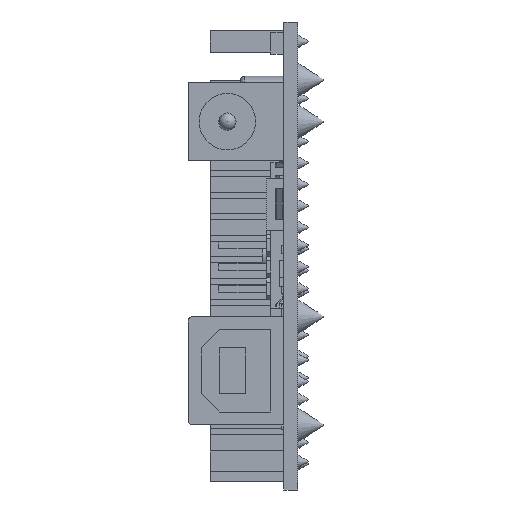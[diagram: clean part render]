
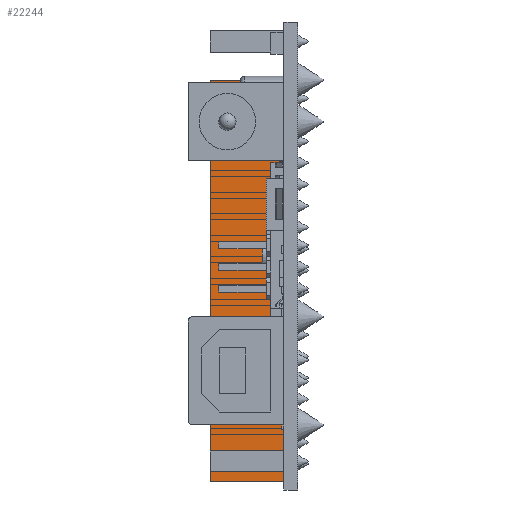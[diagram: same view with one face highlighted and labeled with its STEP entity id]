
A CAD part, left-side view. The second image highlights one B-rep face of the part: STEP entity #22244.
In plain terms, the highlighted planar face has unit normal (-1, 0, 0).
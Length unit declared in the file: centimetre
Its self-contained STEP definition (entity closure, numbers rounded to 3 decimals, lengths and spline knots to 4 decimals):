
#559=PLANE('',#23739);
#1811=FACE_OUTER_BOUND('',#3331,.T.);
#3331=EDGE_LOOP('',(#17030,#17031,#17032,#17033));
#4727=LINE('',#31736,#7426);
#5320=LINE('',#32966,#8019);
#5468=LINE('',#33261,#8167);
#5469=LINE('',#33262,#8168);
#7426=VECTOR('',#25820,100.);
#8019=VECTOR('',#26863,100.);
#8167=VECTOR('',#27013,100.);
#8168=VECTOR('',#27014,100.);
#10495=VERTEX_POINT('',#31734);
#10496=VERTEX_POINT('',#31735);
#10907=VERTEX_POINT('',#32964);
#10908=VERTEX_POINT('',#32965);
#12573=EDGE_CURVE('',#10495,#10496,#4727,.T.);
#13166=EDGE_CURVE('',#10907,#10908,#5320,.T.);
#13314=EDGE_CURVE('',#10908,#10496,#5468,.T.);
#13315=EDGE_CURVE('',#10907,#10495,#5469,.T.);
#17030=ORIENTED_EDGE('',*,*,#12573,.T.);
#17031=ORIENTED_EDGE('',*,*,#13314,.F.);
#17032=ORIENTED_EDGE('',*,*,#13166,.F.);
#17033=ORIENTED_EDGE('',*,*,#13315,.T.);
#22244=ADVANCED_FACE('',(#1811),#559,.F.);
#23739=AXIS2_PLACEMENT_3D('',#33260,#27011,#27012);
#25820=DIRECTION('',(0.,0.,1.));
#26863=DIRECTION('',(0.,0.,1.));
#27011=DIRECTION('center_axis',(1.,0.,0.));
#27012=DIRECTION('ref_axis',(0.,0.,-1.));
#27013=DIRECTION('',(0.,-1.,0.));
#27014=DIRECTION('',(0.,-1.,0.));
#31734=CARTESIAN_POINT('',(9.349,0.16,-5.3));
#31735=CARTESIAN_POINT('',(9.349,0.16,-0.68));
#31736=CARTESIAN_POINT('',(9.349,0.16,-5.3));
#32964=CARTESIAN_POINT('',(9.349,1.01,-5.3));
#32965=CARTESIAN_POINT('',(9.349,1.01,-0.68));
#32966=CARTESIAN_POINT('',(9.349,1.01,-5.3));
#33260=CARTESIAN_POINT('Origin',(9.349,1.01,-5.3));
#33261=CARTESIAN_POINT('',(9.349,1.01,-0.68));
#33262=CARTESIAN_POINT('',(9.349,1.01,-5.3));
